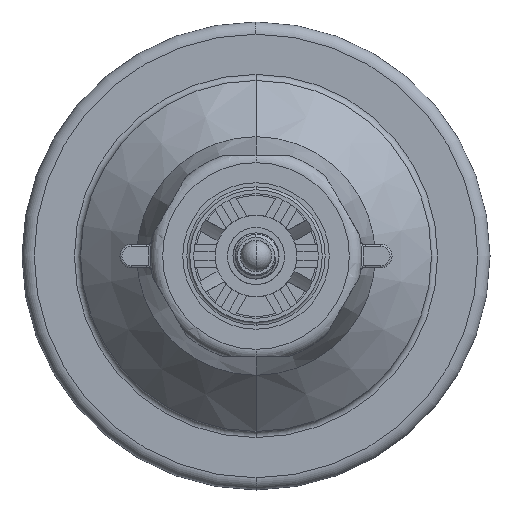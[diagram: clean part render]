
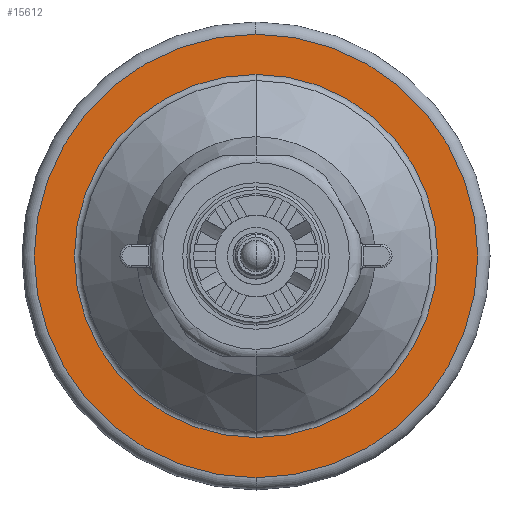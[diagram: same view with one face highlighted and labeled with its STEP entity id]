
A CAD part, front view. The second image highlights one B-rep face of the part: STEP entity #15612.
In plain terms, the highlighted planar face has unit normal (0, -1, 0).
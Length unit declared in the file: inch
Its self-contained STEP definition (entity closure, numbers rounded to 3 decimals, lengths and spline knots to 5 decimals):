
#14995=CARTESIAN_POINT('',(0.,1.176,0.));
#14996=DIRECTION('',(0.,1.,0.));
#14997=DIRECTION('',(0.,0.,1.));
#14998=AXIS2_PLACEMENT_3D('',#14995,#14996,#14997);
#15010=CARTESIAN_POINT('',(0.,1.176,0.));
#15011=DIRECTION('',(0.,1.,0.));
#15012=DIRECTION('',(0.,0.,-1.));
#15013=AXIS2_PLACEMENT_3D('',#15010,#15011,#15012);
#15020=CARTESIAN_POINT('',(0.,1.176,0.));
#15021=DIRECTION('',(0.,-1.,0.));
#15022=DIRECTION('',(0.,0.,-1.));
#15023=AXIS2_PLACEMENT_3D('',#15020,#15021,#15022);
#15035=CARTESIAN_POINT('',(0.,1.176,0.));
#15036=DIRECTION('',(0.,-1.,0.));
#15037=DIRECTION('',(0.,0.,1.));
#15038=AXIS2_PLACEMENT_3D('',#15035,#15036,#15037);
#15389=CARTESIAN_POINT('',(0.,1.176,2.27));
#15390=CARTESIAN_POINT('',(0.,1.176,-2.27));
#15391=VERTEX_POINT('',#15389);
#15392=VERTEX_POINT('',#15390);
#15393=CARTESIAN_POINT('',(0.,1.176,-1.85865));
#15394=CARTESIAN_POINT('',(0.,1.176,1.85865));
#15395=VERTEX_POINT('',#15393);
#15396=VERTEX_POINT('',#15394);
#15595=CARTESIAN_POINT('',(0.,1.176,0.));
#15596=DIRECTION('',(0.,-1.,0.));
#15597=DIRECTION('',(0.,0.,1.));
#15598=AXIS2_PLACEMENT_3D('',#15595,#15596,#15597);
#15599=PLANE('',#15598);
#15601=ORIENTED_EDGE('',*,*,#15600,.T.);
#15603=ORIENTED_EDGE('',*,*,#15602,.T.);
#15604=EDGE_LOOP('',(#15601,#15603));
#15605=FACE_OUTER_BOUND('',#15604,.F.);
#15607=ORIENTED_EDGE('',*,*,#15606,.T.);
#15609=ORIENTED_EDGE('',*,*,#15608,.T.);
#15610=EDGE_LOOP('',(#15607,#15609));
#15611=FACE_BOUND('',#15610,.F.);
#15612=ADVANCED_FACE('',(#15605,#15611),#15599,.T.);
#14999=CIRCLE('',#14998,2.27);
#15014=CIRCLE('',#15013,2.27);
#15024=CIRCLE('',#15023,1.85865);
#15039=CIRCLE('',#15038,1.85865);
#15600=EDGE_CURVE('',#15391,#15392,#14999,.T.);
#15602=EDGE_CURVE('',#15392,#15391,#15014,.T.);
#15606=EDGE_CURVE('',#15395,#15396,#15024,.T.);
#15608=EDGE_CURVE('',#15396,#15395,#15039,.T.);
